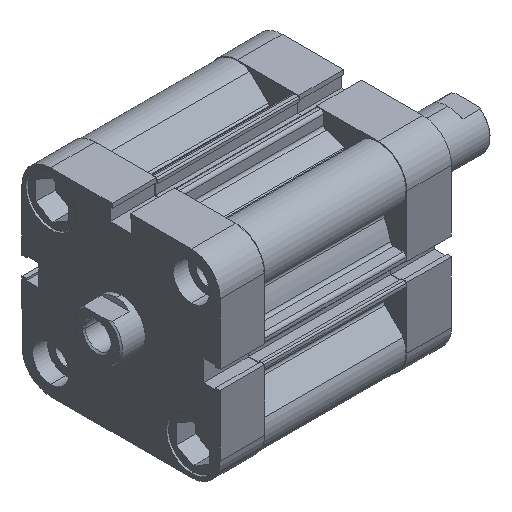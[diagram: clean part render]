
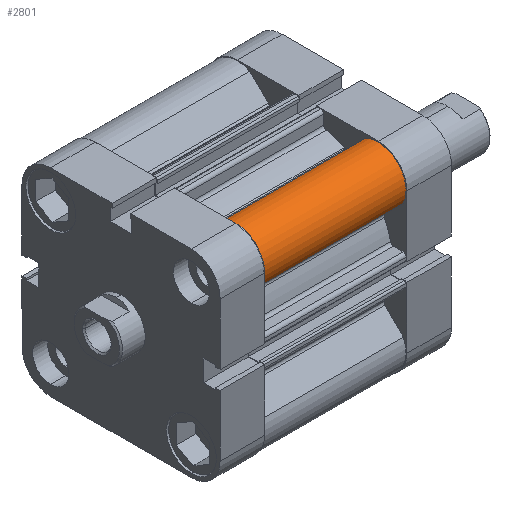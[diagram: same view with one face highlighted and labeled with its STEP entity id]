
A CAD part, isometric view. The second image highlights one B-rep face of the part: STEP entity #2801.
In plain terms, the highlighted cylindrical face has radius 9.25 mm (diameter 18.5 mm), a partial arc.
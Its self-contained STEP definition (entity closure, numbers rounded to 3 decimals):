
#82 = CYLINDRICAL_SURFACE ( 'NONE', #3685, 9.25 ) ;
#85 = FACE_OUTER_BOUND ( 'NONE', #6673, .T. ) ;
#467 = CIRCLE ( 'NONE', #3870, 9.25 ) ;
#1597 = VERTEX_POINT ( 'NONE', #1909 ) ;
#1693 = VERTEX_POINT ( 'NONE', #2003 ) ;
#1770 = VERTEX_POINT ( 'NONE', #2026 ) ;
#1777 = VERTEX_POINT ( 'NONE', #2049 ) ;
#1909 = CARTESIAN_POINT ( 'NONE',  ( 31.559, -19.184, 47. ) ) ;
#2003 = CARTESIAN_POINT ( 'NONE',  ( 19.184, -31.559, 47. ) ) ;
#2026 = CARTESIAN_POINT ( 'NONE',  ( 31.559, -19.184, 0. ) ) ;
#2049 = CARTESIAN_POINT ( 'NONE',  ( 19.184, -31.559, 0. ) ) ;
#2801 = ADVANCED_FACE ( 'NONE', ( #85 ), #82, .T. ) ;
#3038 = EDGE_CURVE ( 'NONE', #1693, #1597, #467, .T. ) ;
#3439 = EDGE_CURVE ( 'NONE', #1597, #1770, #6129, .T. ) ;
#3446 = EDGE_CURVE ( 'NONE', #1693, #1777, #6140, .T. ) ;
#3538 = EDGE_CURVE ( 'NONE', #1777, #1770, #6324, .T. ) ;
#3685 = AXIS2_PLACEMENT_3D ( 'NONE', #4024, #4016, #4019 ) ;
#3870 = AXIS2_PLACEMENT_3D ( 'NONE', #4760, #4767, #4768 ) ;
#4016 = DIRECTION ( 'NONE',  ( 0., 0., -1. ) ) ;
#4019 = DIRECTION ( 'NONE',  ( -1., 0., 0. ) ) ;
#4024 = CARTESIAN_POINT ( 'NONE',  ( 23.25, -23.25, 47. ) ) ;
#4760 = CARTESIAN_POINT ( 'NONE',  ( 23.25, -23.25, 47. ) ) ;
#4767 = DIRECTION ( 'NONE',  ( 0., 0., 1. ) ) ;
#4768 = DIRECTION ( 'NONE',  ( -1., 0., 0. ) ) ;
#5717 = CARTESIAN_POINT ( 'NONE',  ( 31.559, -19.184, 47. ) ) ;
#5733 = DIRECTION ( 'NONE',  ( 0., 0., -1. ) ) ;
#5742 = CARTESIAN_POINT ( 'NONE',  ( 19.184, -31.559, 47. ) ) ;
#5747 = DIRECTION ( 'NONE',  ( 0., 0., -1. ) ) ;
#5942 = CARTESIAN_POINT ( 'NONE',  ( 23.25, -23.25, 0. ) ) ;
#5944 = DIRECTION ( 'NONE',  ( 0., 0., 1. ) ) ;
#5945 = DIRECTION ( 'NONE',  ( -1., 0., 0. ) ) ;
#6129 = LINE ( 'NONE', #5717, #6139 ) ;
#6139 = VECTOR ( 'NONE', #5733, 1000. ) ;
#6140 = LINE ( 'NONE', #5742, #6153 ) ;
#6153 = VECTOR ( 'NONE', #5747, 1000. ) ;
#6324 = CIRCLE ( 'NONE', #6417, 9.25 ) ;
#6417 = AXIS2_PLACEMENT_3D ( 'NONE', #5942, #5944, #5945 ) ;
#6673 = EDGE_LOOP ( 'NONE', ( #7625, #7626, #7627, #7628 ) ) ;
#7625 = ORIENTED_EDGE ( 'NONE', *, *, #3538, .T. ) ;
#7626 = ORIENTED_EDGE ( 'NONE', *, *, #3439, .F. ) ;
#7627 = ORIENTED_EDGE ( 'NONE', *, *, #3038, .F. ) ;
#7628 = ORIENTED_EDGE ( 'NONE', *, *, #3446, .T. ) ;
